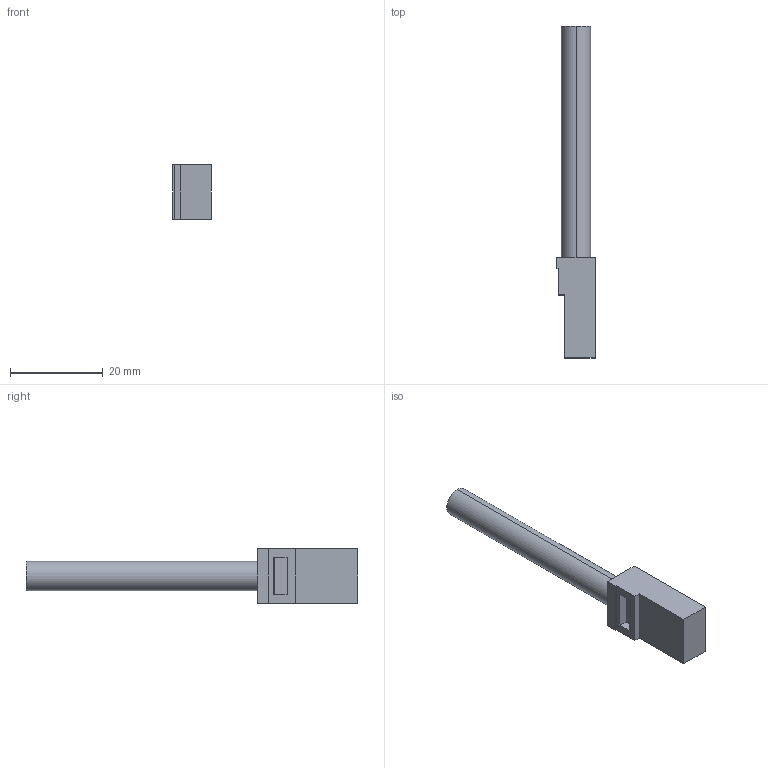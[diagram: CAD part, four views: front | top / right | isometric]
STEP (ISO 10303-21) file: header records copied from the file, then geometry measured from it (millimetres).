
FILE_DESCRIPTION((''),'2;1');
FILE_NAME('PC-RJ45-02','2017-03-21T',('t.chen'),(''),'PRO/ENGINEER BY PARAMETRIC TECHNOLOGY CORPORATION, 2010180','PRO/ENGINEER BY PARAMETRIC TECHNOLOGY CORPORATION, 2010180','');
FILE_SCHEMA(('AUTOMOTIVE_DESIGN_CC2 { 1 2 10303 214 -1 1 5 2 }'));
Length unit declared in the file: millimetre
Products named in the file (1): PC-RJ45-02
Bounding box: 8.25 x 71.75 x 11.7 mm (x, y, z)
Volume: 3329.9 mm3; surface area: 2039.6 mm2
Topology: 1 solids, 1 shells, 18 faces, 42 edges, 28 vertices
Faces by surface type: plane 16, cylinder 2
Entity records: 763 total; most frequent: CARTESIAN_POINT 88, ORIENTED_EDGE 84, DIRECTION 82, PRESENTATION_STYLE_ASSIGNMENT 51, STYLED_ITEM 43, CURVE_STYLE 42, EDGE_CURVE 42, VECTOR 38
